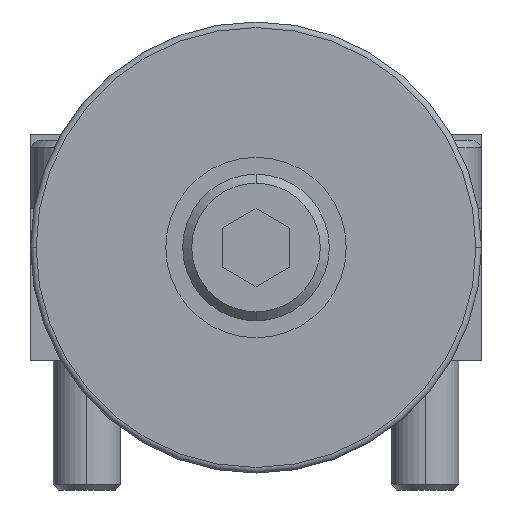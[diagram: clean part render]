
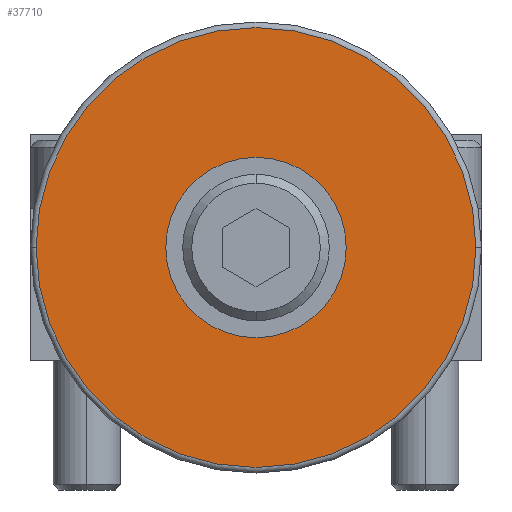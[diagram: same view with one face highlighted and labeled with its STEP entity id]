
A CAD part, front view. The second image highlights one B-rep face of the part: STEP entity #37710.
In plain terms, the highlighted face is planar.
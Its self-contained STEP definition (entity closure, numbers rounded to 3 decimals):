
#37360=CARTESIAN_POINT('',(14.18,0.,-80.));
#37370=DIRECTION('',(0.,0.,-1.));
#37380=DIRECTION('',(0.,1.,0.));
#37390=AXIS2_PLACEMENT_3D('',#37360,#37370,#37380);
#37400=PLANE('',#37390);
#37410=CARTESIAN_POINT('',(0.,0.,
-80.));
#37420=DIRECTION('',(0.,0.,-1.));
#37430=DIRECTION('',(-1.,0.,0.));
#37440=AXIS2_PLACEMENT_3D('',#37410,#37420,#37430);
#37450=CIRCLE('',#37440,19.5);
#37460=CARTESIAN_POINT('',(-19.5,0.,-80.));
#37470=VERTEX_POINT('',#37460);
#37480=CARTESIAN_POINT('',(19.5,0.,-80.));
#37490=VERTEX_POINT('',#37480);
#37500=EDGE_CURVE('',#37470,#37490,#37450,.T.);
#37510=ORIENTED_EDGE('',*,*,#37500,.T.);
#37520=EDGE_CURVE('',#37490,#37470,#37450,.T.);
#37530=ORIENTED_EDGE('',*,*,#37520,.T.);
#37540=EDGE_LOOP('',(#37530,#37510));
#37550=FACE_OUTER_BOUND('',#37540,.T.);
#37560=CARTESIAN_POINT('',(0.,0.,
-80.));
#37570=DIRECTION('',(0.,0.,-1.));
#37580=DIRECTION('',(1.,0.,0.));
#37590=AXIS2_PLACEMENT_3D('',#37560,#37570,#37580);
#37600=CIRCLE('',#37590,8.);
#37610=CARTESIAN_POINT('',(8.,0.,-80.));
#37620=VERTEX_POINT('',#37610);
#37630=CARTESIAN_POINT('',(-8.,0.,-80.));
#37640=VERTEX_POINT('',#37630);
#37650=EDGE_CURVE('',#37620,#37640,#37600,.T.);
#37660=ORIENTED_EDGE('',*,*,#37650,.F.);
#37670=EDGE_CURVE('',#37640,#37620,#37600,.T.);
#37680=ORIENTED_EDGE('',*,*,#37670,.F.);
#37690=EDGE_LOOP('',(#37680,#37660));
#37700=FACE_BOUND('',#37690,.T.);
#37710=ADVANCED_FACE('',(#37550,#37700),#37400,.T.);
